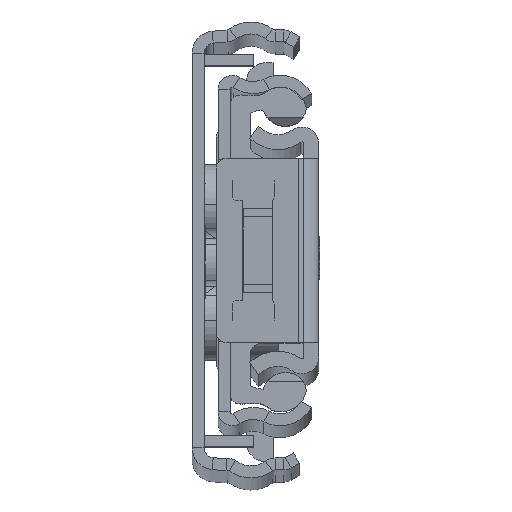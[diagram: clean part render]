
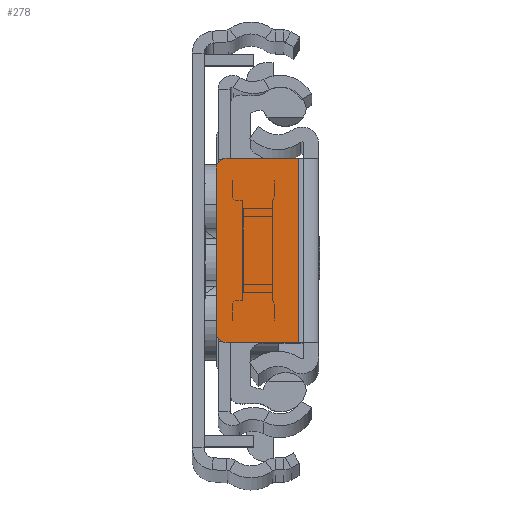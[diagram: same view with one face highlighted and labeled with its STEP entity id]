
A CAD part, top view. The second image highlights one B-rep face of the part: STEP entity #278.
In plain terms, the highlighted planar face has unit normal (0, 0, 1).
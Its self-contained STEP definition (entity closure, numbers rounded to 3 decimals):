
#278 = ADVANCED_FACE ( 'NONE', ( #4343 ), #20026, .F. ) ;
#520 = LINE ( 'NONE', #2119, #18201 ) ;
#708 = AXIS2_PLACEMENT_3D ( 'NONE', #6074, #12994, #18213 ) ;
#1035 = EDGE_CURVE ( 'NONE', #17162, #9163, #520, .T. ) ;
#1718 = VERTEX_POINT ( 'NONE', #18686 ) ;
#1792 = ORIENTED_EDGE ( 'NONE', *, *, #8926, .F. ) ;
#2119 = CARTESIAN_POINT ( 'NONE',  ( 0., 9.25, 0. ) ) ;
#2818 = EDGE_CURVE ( 'NONE', #9163, #16971, #18137, .T. ) ;
#3133 = CIRCLE ( 'NONE', #4222, 1. ) ;
#3463 = EDGE_CURVE ( 'NONE', #1718, #17888, #14410, .T. ) ;
#4222 = AXIS2_PLACEMENT_3D ( 'NONE', #4441, #21727, #4558 ) ;
#4343 = FACE_OUTER_BOUND ( 'NONE', #11994, .T. ) ;
#4441 = CARTESIAN_POINT ( 'NONE',  ( -9.3, -8.25, 0. ) ) ;
#4558 = DIRECTION ( 'NONE',  ( -1., 0., 0. ) ) ;
#4970 = CARTESIAN_POINT ( 'NONE',  ( -10.3, 0., 0. ) ) ;
#6051 = CARTESIAN_POINT ( 'NONE',  ( -2., 9.25, 0. ) ) ;
#6074 = CARTESIAN_POINT ( 'NONE',  ( 0., 0., 0. ) ) ;
#6347 = DIRECTION ( 'NONE',  ( 0., -1., 0. ) ) ;
#6461 = VERTEX_POINT ( 'NONE', #21292 ) ;
#6915 = ORIENTED_EDGE ( 'NONE', *, *, #1035, .T. ) ;
#7121 = DIRECTION ( 'NONE',  ( 0., -1., 0. ) ) ;
#7532 = VECTOR ( 'NONE', #6347, 1000. ) ;
#7686 = CARTESIAN_POINT ( 'NONE',  ( 0., -9.25, 0. ) ) ;
#8695 = LINE ( 'NONE', #15874, #21713 ) ;
#8926 = EDGE_CURVE ( 'NONE', #17162, #17888, #8695, .T. ) ;
#8966 = CARTESIAN_POINT ( 'NONE',  ( -2., -9.25, 0. ) ) ;
#9010 = ORIENTED_EDGE ( 'NONE', *, *, #3463, .T. ) ;
#9163 = VERTEX_POINT ( 'NONE', #13434 ) ;
#10518 = AXIS2_PLACEMENT_3D ( 'NONE', #14923, #18438, #20136 ) ;
#10987 = DIRECTION ( 'NONE',  ( 1., 0., 0. ) ) ;
#11322 = ORIENTED_EDGE ( 'NONE', *, *, #21263, .T. ) ;
#11994 = EDGE_LOOP ( 'NONE', ( #11322, #15725, #9010, #1792, #6915, #18967 ) ) ;
#12994 = DIRECTION ( 'NONE',  ( 0., 0., -1. ) ) ;
#13434 = CARTESIAN_POINT ( 'NONE',  ( -9.3, 9.25, 0. ) ) ;
#14410 = LINE ( 'NONE', #7686, #18888 ) ;
#14923 = CARTESIAN_POINT ( 'NONE',  ( -9.3, 8.25, 0. ) ) ;
#15725 = ORIENTED_EDGE ( 'NONE', *, *, #18648, .T. ) ;
#15874 = CARTESIAN_POINT ( 'NONE',  ( -2., -9.25, 0. ) ) ;
#16688 = LINE ( 'NONE', #4970, #7532 ) ;
#16971 = VERTEX_POINT ( 'NONE', #19450 ) ;
#17162 = VERTEX_POINT ( 'NONE', #6051 ) ;
#17888 = VERTEX_POINT ( 'NONE', #8966 ) ;
#18137 = CIRCLE ( 'NONE', #10518, 1. ) ;
#18201 = VECTOR ( 'NONE', #21449, 1000. ) ;
#18213 = DIRECTION ( 'NONE',  ( -1., 0., 0. ) ) ;
#18438 = DIRECTION ( 'NONE',  ( 0., 0., 1. ) ) ;
#18648 = EDGE_CURVE ( 'NONE', #6461, #1718, #3133, .T. ) ;
#18686 = CARTESIAN_POINT ( 'NONE',  ( -9.3, -9.25, 0. ) ) ;
#18888 = VECTOR ( 'NONE', #10987, 1000. ) ;
#18967 = ORIENTED_EDGE ( 'NONE', *, *, #2818, .T. ) ;
#19450 = CARTESIAN_POINT ( 'NONE',  ( -10.3, 8.25, 0. ) ) ;
#20026 = PLANE ( 'NONE',  #708 ) ;
#20136 = DIRECTION ( 'NONE',  ( -1., 0., 0. ) ) ;
#21263 = EDGE_CURVE ( 'NONE', #16971, #6461, #16688, .T. ) ;
#21292 = CARTESIAN_POINT ( 'NONE',  ( -10.3, -8.25, 0. ) ) ;
#21449 = DIRECTION ( 'NONE',  ( -1., 0., 0. ) ) ;
#21713 = VECTOR ( 'NONE', #7121, 1000. ) ;
#21727 = DIRECTION ( 'NONE',  ( 0., 0., 1. ) ) ;
